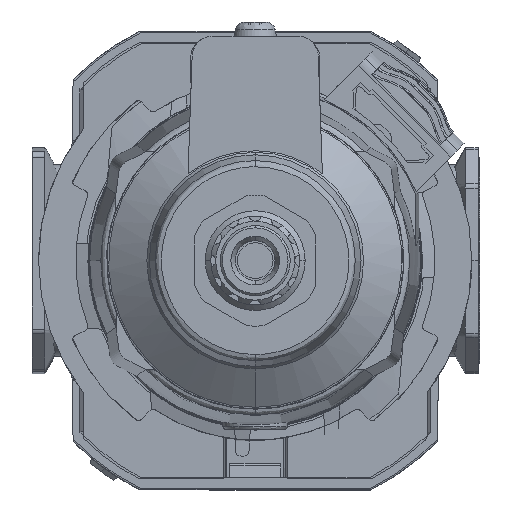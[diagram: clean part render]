
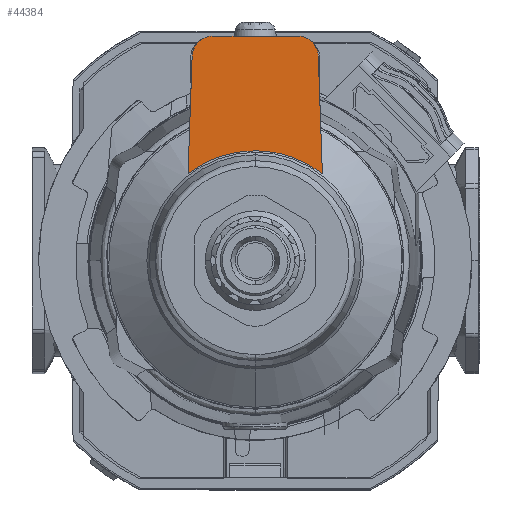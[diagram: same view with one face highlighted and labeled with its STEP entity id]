
A CAD part, front view. The second image highlights one B-rep face of the part: STEP entity #44384.
In plain terms, the highlighted planar face has unit normal (0, -1, 0).
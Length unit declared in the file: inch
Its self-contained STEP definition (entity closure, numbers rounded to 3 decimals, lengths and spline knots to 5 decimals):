
#443 = CARTESIAN_POINT ( 'NONE',  ( 0.33897, -4.15835, 1.36326 ) ) ;
#550 = CARTESIAN_POINT ( 'NONE',  ( -0.38917, -4.15835, 1.28067 ) ) ;
#785 = CARTESIAN_POINT ( 'NONE',  ( -0.38542, -4.15835, 1.29692 ) ) ;
#1837 = VECTOR ( 'NONE', #30634, 39.37008 ) ;
#3158 = EDGE_CURVE ( 'NONE', #22472, #29107, #15788, .T. ) ;
#3635 = CARTESIAN_POINT ( 'NONE',  ( -0.28978, -4.15835, 0.61851 ) ) ;
#4096 = CARTESIAN_POINT ( 'NONE',  ( 0.32499, -4.15835, 1.37234 ) ) ;
#4456 = CARTESIAN_POINT ( 'NONE',  ( -0.33897, -4.15835, 1.36326 ) ) ;
#4691 = VERTEX_POINT ( 'NONE', #9169 ) ;
#6572 = CARTESIAN_POINT ( 'NONE',  ( -0.14887, -4.15835, 0.66661 ) ) ;
#7747 = CARTESIAN_POINT ( 'NONE',  ( 0.26187, -4.15835, 1.3878 ) ) ;
#9169 = CARTESIAN_POINT ( 'NONE',  ( -0.41513, -4.15835, 0.53726 ) ) ;
#10037 = CARTESIAN_POINT ( 'NONE',  ( 0.38917, -4.15835, 1.28067 ) ) ;
#10464 = DIRECTION ( 'NONE',  ( 0.035, 0., 0.999 ) ) ;
#10531 = B_SPLINE_CURVE_WITH_KNOTS ( 'NONE', 3,
 ( #21168, #36029, #6572, #3635, #14816, #25545 ),
 .UNSPECIFIED., .F., .F.,
 ( 4, 2, 4 ),
 ( 0.5, 0.75, 1. ),
 .UNSPECIFIED. ) ;
#10625 = CARTESIAN_POINT ( 'NONE',  ( -0.26187, -4.15835, 1.3878 ) ) ;
#11958 = DIRECTION ( 'NONE',  ( 1., 0., 0. ) ) ;
#12754 = EDGE_CURVE ( 'NONE', #44878, #22472, #44674, .T. ) ;
#13617 = PLANE ( 'NONE',  #24519 ) ;
#13686 = CARTESIAN_POINT ( 'NONE',  ( 0.36253, -4.15835, 1.34051 ) ) ;
#13857 = FACE_OUTER_BOUND ( 'NONE', #20322, .T. ) ;
#14816 = CARTESIAN_POINT ( 'NONE',  ( -0.35623, -4.15835, 0.58278 ) ) ;
#15258 = EDGE_CURVE ( 'NONE', #4691, #44485, #31413, .T. ) ;
#15451 = CARTESIAN_POINT ( 'NONE',  ( 0.38975, -4.15835, 1.26431 ) ) ;
#15764 = CARTESIAN_POINT ( 'NONE',  ( 0.41513, -4.15835, 0.53726 ) ) ;
#15788 = LINE ( 'NONE', #31119, #1837 ) ;
#16017 = B_SPLINE_CURVE_WITH_KNOTS ( 'NONE', 3,
 ( #20272, #26835, #27077, #38525, #31456, #27555 ),
 .UNSPECIFIED., .F., .F.,
 ( 4, 2, 4 ),
 ( 0., 0.25, 0.5 ),
 .UNSPECIFIED. ) ;
#17327 = ORIENTED_EDGE ( 'NONE', *, *, #39597, .F. ) ;
#18500 = VERTEX_POINT ( 'NONE', #22820 ) ;
#19764 = CARTESIAN_POINT ( 'NONE',  ( -0.26187, -4.15835, 1.3878 ) ) ;
#20272 = CARTESIAN_POINT ( 'NONE',  ( 0.41513, -4.15835, 0.53726 ) ) ;
#20322 = EDGE_LOOP ( 'NONE', ( #17327, #31766, #35640, #35764, #41647, #28180, #47981 ) ) ;
#21168 = CARTESIAN_POINT ( 'NONE',  ( 0., -4.15835, 0.67896 ) ) ;
#21991 = CARTESIAN_POINT ( 'NONE',  ( -0.32499, -4.15835, 1.37234 ) ) ;
#22472 = VERTEX_POINT ( 'NONE', #15451 ) ;
#22820 = CARTESIAN_POINT ( 'NONE',  ( 0., -4.15835, 0.67896 ) ) ;
#22943 = CARTESIAN_POINT ( 'NONE',  ( -0.27825, -4.15835, 1.3878 ) ) ;
#23642 = LINE ( 'NONE', #19764, #44244 ) ;
#24519 = AXIS2_PLACEMENT_3D ( 'NONE', #43554, #32591, #32110 ) ;
#24875 = CARTESIAN_POINT ( 'NONE',  ( 0.38975, -4.15835, 1.26431 ) ) ;
#25545 = CARTESIAN_POINT ( 'NONE',  ( -0.41513, -4.15835, 0.53726 ) ) ;
#26117 = CARTESIAN_POINT ( 'NONE',  ( -0.38975, -4.15835, 1.26431 ) ) ;
#26835 = CARTESIAN_POINT ( 'NONE',  ( 0.35623, -4.15835, 0.58278 ) ) ;
#27077 = CARTESIAN_POINT ( 'NONE',  ( 0.28978, -4.15835, 0.61851 ) ) ;
#27248 = VERTEX_POINT ( 'NONE', #10625 ) ;
#27555 = CARTESIAN_POINT ( 'NONE',  ( 0., -4.15835, 0.67896 ) ) ;
#28180 = ORIENTED_EDGE ( 'NONE', *, *, #15258, .F. ) ;
#28531 = CARTESIAN_POINT ( 'NONE',  ( 0.3721, -4.15835, 1.32685 ) ) ;
#29107 = VERTEX_POINT ( 'NONE', #15764 ) ;
#30234 = CARTESIAN_POINT ( 'NONE',  ( -0.29462, -4.15835, 1.38461 ) ) ;
#30634 = DIRECTION ( 'NONE',  ( 0.035, 0., -0.999 ) ) ;
#31119 = CARTESIAN_POINT ( 'NONE',  ( 0.38975, -4.15835, 1.26431 ) ) ;
#31413 = LINE ( 'NONE', #46262, #46891 ) ;
#31456 = CARTESIAN_POINT ( 'NONE',  ( 0.07444, -4.15835, 0.67896 ) ) ;
#31766 = ORIENTED_EDGE ( 'NONE', *, *, #3158, .F. ) ;
#32110 = DIRECTION ( 'NONE',  ( 0., 0., 1. ) ) ;
#32178 = CARTESIAN_POINT ( 'NONE',  ( 0.29462, -4.15835, 1.38461 ) ) ;
#32591 = DIRECTION ( 'NONE',  ( 0., 1., 0. ) ) ;
#32608 = EDGE_CURVE ( 'NONE', #44485, #27248, #40470, .T. ) ;
#35202 = EDGE_CURVE ( 'NONE', #27248, #44878, #23642, .T. ) ;
#35640 = ORIENTED_EDGE ( 'NONE', *, *, #12754, .F. ) ;
#35764 = ORIENTED_EDGE ( 'NONE', *, *, #35202, .F. ) ;
#36029 = CARTESIAN_POINT ( 'NONE',  ( -0.07444, -4.15835, 0.67896 ) ) ;
#37444 = CARTESIAN_POINT ( 'NONE',  ( 0.27825, -4.15835, 1.3878 ) ) ;
#37797 = CARTESIAN_POINT ( 'NONE',  ( -0.26187, -4.15835, 1.3878 ) ) ;
#38525 = CARTESIAN_POINT ( 'NONE',  ( 0.14887, -4.15835, 0.66661 ) ) ;
#39597 = EDGE_CURVE ( 'NONE', #29107, #18500, #16017, .T. ) ;
#40470 = B_SPLINE_CURVE_WITH_KNOTS ( 'NONE', 3,
 ( #26117, #550, #785, #44615, #45326, #4456, #21991, #30234, #22943, #37797 ),
 .UNSPECIFIED., .F., .F.,
 ( 4, 2, 2, 2, 4 ),
 ( 0., 0.25, 0.5, 0.75, 1. ),
 .UNSPECIFIED. ) ;
#41559 = CARTESIAN_POINT ( 'NONE',  ( -0.38975, -4.15835, 1.26431 ) ) ;
#41647 = ORIENTED_EDGE ( 'NONE', *, *, #32608, .F. ) ;
#42953 = EDGE_CURVE ( 'NONE', #18500, #4691, #10531, .T. ) ;
#43386 = CARTESIAN_POINT ( 'NONE',  ( 0.38542, -4.15835, 1.29692 ) ) ;
#43554 = CARTESIAN_POINT ( 'NONE',  ( -0.26187, -4.15835, 1.25984 ) ) ;
#44244 = VECTOR ( 'NONE', #11958, 39.37008 ) ;
#44384 = ADVANCED_FACE ( 'NONE', ( #13857 ), #13617, .F. ) ;
#44485 = VERTEX_POINT ( 'NONE', #41559 ) ;
#44615 = CARTESIAN_POINT ( 'NONE',  ( -0.3721, -4.15835, 1.32685 ) ) ;
#44674 = B_SPLINE_CURVE_WITH_KNOTS ( 'NONE', 3,
 ( #7747, #37444, #32178, #4096, #443, #13686, #28531, #43386, #10037, #24875 ),
 .UNSPECIFIED., .F., .F.,
 ( 4, 2, 2, 2, 4 ),
 ( 0., 0.25, 0.5, 0.75, 1. ),
 .UNSPECIFIED. ) ;
#44878 = VERTEX_POINT ( 'NONE', #48100 ) ;
#45326 = CARTESIAN_POINT ( 'NONE',  ( -0.36253, -4.15835, 1.34051 ) ) ;
#46262 = CARTESIAN_POINT ( 'NONE',  ( -0.4198, -4.15835, 0.40354 ) ) ;
#46891 = VECTOR ( 'NONE', #10464, 39.37008 ) ;
#47981 = ORIENTED_EDGE ( 'NONE', *, *, #42953, .F. ) ;
#48100 = CARTESIAN_POINT ( 'NONE',  ( 0.26187, -4.15835, 1.3878 ) ) ;
